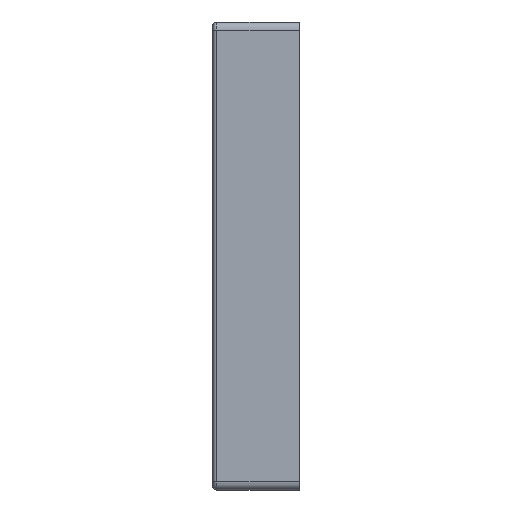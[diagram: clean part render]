
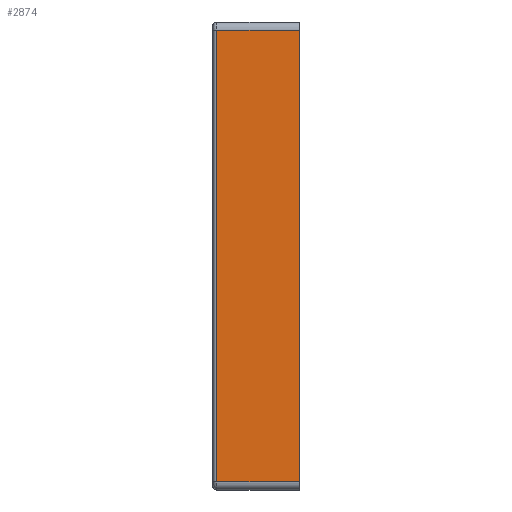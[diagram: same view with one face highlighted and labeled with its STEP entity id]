
A CAD part, left-side view. The second image highlights one B-rep face of the part: STEP entity #2874.
In plain terms, the highlighted planar face has unit normal (-1, 0, 0).
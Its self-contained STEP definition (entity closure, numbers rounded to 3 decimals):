
#96=PLANE('',#3139);
#237=FACE_OUTER_BOUND('',#422,.T.);
#422=EDGE_LOOP('',(#2323,#2324,#2325,#2326));
#653=LINE('',#4649,#919);
#656=LINE('',#4678,#922);
#658=LINE('',#4684,#924);
#659=LINE('',#4685,#925);
#919=VECTOR('',#3749,10.);
#922=VECTOR('',#3764,10.);
#924=VECTOR('',#3770,10.);
#925=VECTOR('',#3771,10.);
#1337=VERTEX_POINT('',#4639);
#1339=VERTEX_POINT('',#4645);
#1345=VERTEX_POINT('',#4677);
#1347=VERTEX_POINT('',#4683);
#1686=EDGE_CURVE('',#1337,#1339,#653,.T.);
#1693=EDGE_CURVE('',#1345,#1339,#656,.T.);
#1696=EDGE_CURVE('',#1347,#1337,#658,.T.);
#1697=EDGE_CURVE('',#1345,#1347,#659,.T.);
#2323=ORIENTED_EDGE('',*,*,#1686,.F.);
#2324=ORIENTED_EDGE('',*,*,#1696,.F.);
#2325=ORIENTED_EDGE('',*,*,#1697,.F.);
#2326=ORIENTED_EDGE('',*,*,#1693,.T.);
#2874=ADVANCED_FACE('',(#237),#96,.T.);
#3139=AXIS2_PLACEMENT_3D('',#4682,#3768,#3769);
#3749=DIRECTION('',(0.,0.,1.));
#3764=DIRECTION('',(0.,1.,0.));
#3768=DIRECTION('center_axis',(-1.,0.,0.));
#3769=DIRECTION('ref_axis',(0.,0.,-1.));
#3770=DIRECTION('',(0.,1.,0.));
#3771=DIRECTION('',(0.,0.,-1.));
#4639=CARTESIAN_POINT('',(-6.905,15.,-104.344));
#4645=CARTESIAN_POINT('',(-6.906,15.,4.906));
#4649=CARTESIAN_POINT('',(-6.906,15.,-22.407));
#4677=CARTESIAN_POINT('',(-6.906,-5.,4.906));
#4678=CARTESIAN_POINT('',(-6.906,0.,4.906));
#4682=CARTESIAN_POINT('Origin',(-6.906,0.,4.906));
#4683=CARTESIAN_POINT('',(-6.905,-5.,-104.344));
#4684=CARTESIAN_POINT('',(-6.905,0.,-104.344));
#4685=CARTESIAN_POINT('',(-6.906,-5.,4.906));
